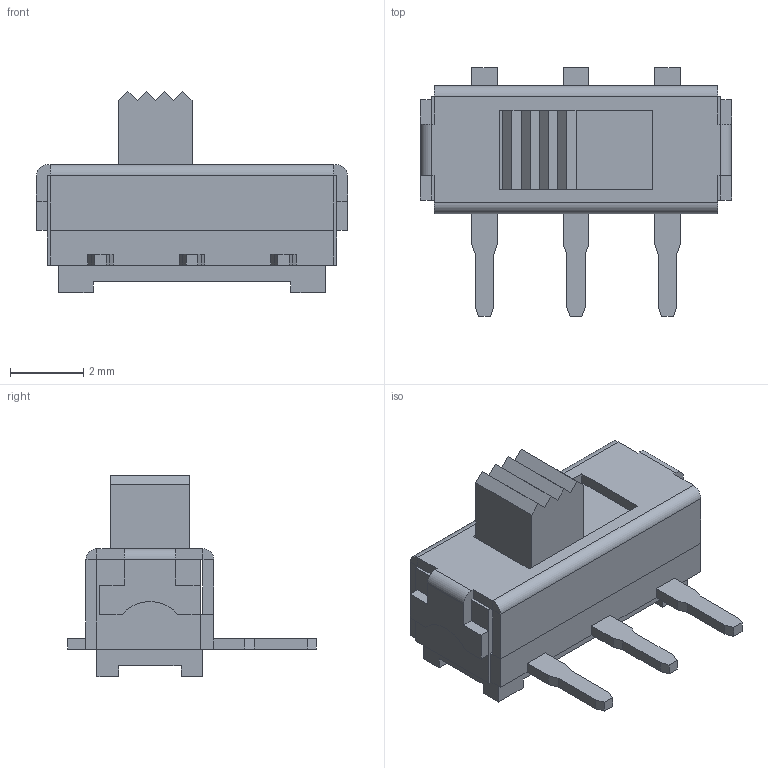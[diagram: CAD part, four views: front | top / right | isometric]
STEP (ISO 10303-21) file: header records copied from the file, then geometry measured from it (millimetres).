
FILE_DESCRIPTION (( 'STEP AP214' ), '1' );
FILE_NAME ('EG1270.STEP', '2023-03-07T03:05:50', ( '' ), ( '' ), 'SwSTEP 2.0', 'SolidWorks 2021', '' );
FILE_SCHEMA (( 'AUTOMOTIVE_DESIGN' ));
Length unit declared in the file: millimetre
Products named in the file (1): EG1270
Bounding box: 8.5 x 6.8 x 5.5 mm (x, y, z)
Volume: 94.9 mm3; surface area: 346.5 mm2
Topology: 6 solids, 6 shells, 154 faces, 407 edges, 266 vertices
Faces by surface type: plane 144, cylinder 10
Entity records: 4746 total; most frequent: CARTESIAN_POINT 828, ORIENTED_EDGE 814, DIRECTION 737, EDGE_CURVE 407, VECTOR 387, LINE 387, VERTEX_POINT 266, AXIS2_PLACEMENT_3D 175
